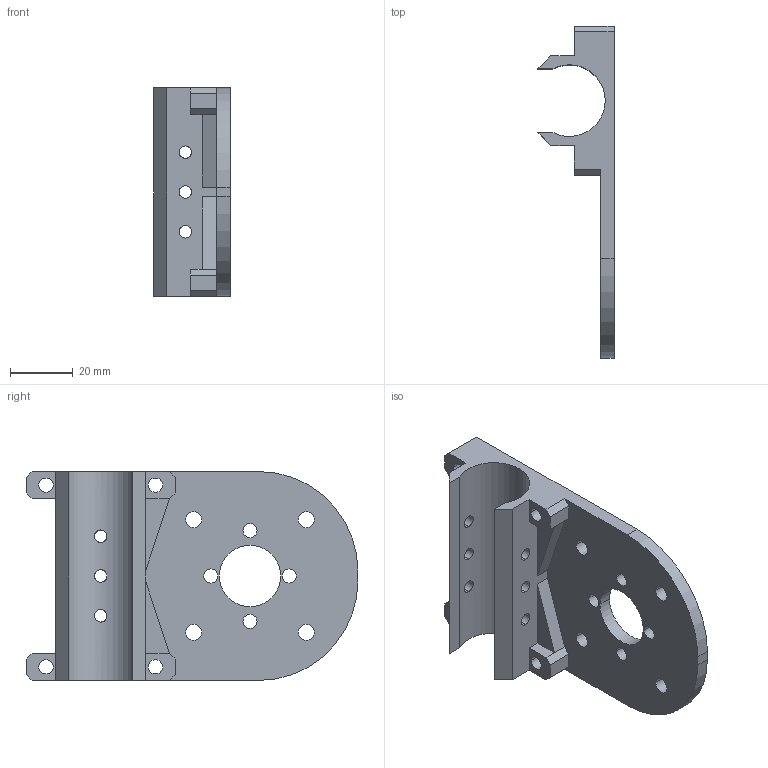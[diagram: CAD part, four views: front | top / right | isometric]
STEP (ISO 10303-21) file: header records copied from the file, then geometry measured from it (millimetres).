
FILE_DESCRIPTION (( 'STEP AP214' ), '1' );
FILE_NAME ('CIM Mount.STEP', '2021-04-13T21:09:41', ( '' ), ( '' ), 'SwSTEP 2.0', 'SolidWorks 2020', '' );
FILE_SCHEMA (( 'AUTOMOTIVE_DESIGN' ));
Length unit declared in the file: inch
Products named in the file (1): CIM Mount
Bounding box: 24.33 x 105.87 x 66.67 mm (x, y, z)
Volume: 33902.7 mm3; surface area: 19782.5 mm2
Topology: 1 solids, 1 shells, 111 faces, 313 edges, 208 vertices
Faces by surface type: cylinder 55, plane 40, cone 16
Entity records: 4231 total; most frequent: CARTESIAN_POINT 1137, DIRECTION 643, ORIENTED_EDGE 626, EDGE_CURVE 313, AXIS2_PLACEMENT_3D 236, VERTEX_POINT 208, LINE 171, VECTOR 171
